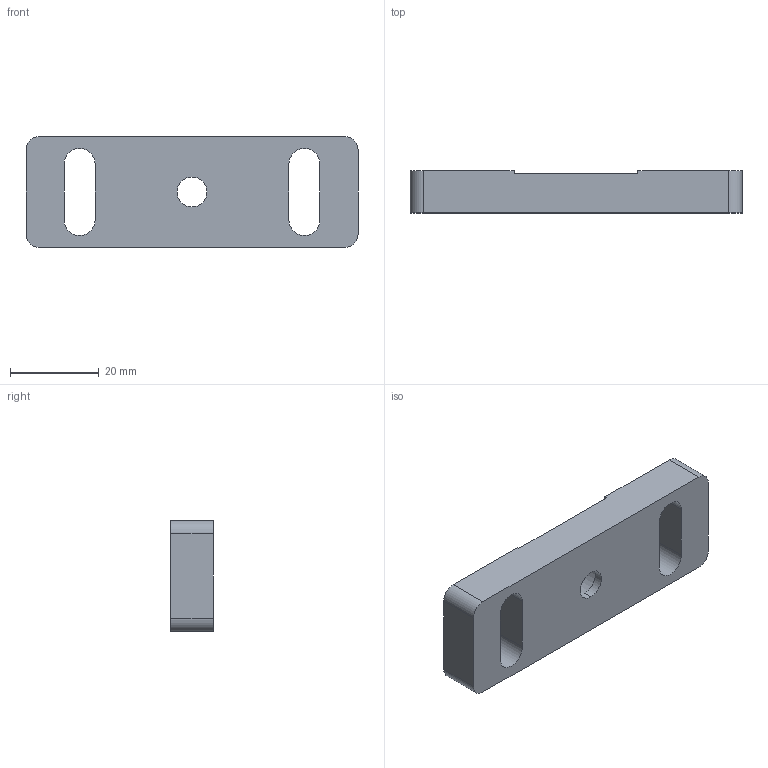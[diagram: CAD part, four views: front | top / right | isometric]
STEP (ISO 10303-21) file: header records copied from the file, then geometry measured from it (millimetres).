
FILE_DESCRIPTION (( 'STEP AP203' ), '1' );
FILE_NAME ('02SDB-4.STEP', '2016-02-26T08:53:37', ( '' ), ( '' ), 'SwSTEP 2.0', 'SolidWorks 2016', '' );
FILE_SCHEMA (( 'CONFIG_CONTROL_DESIGN' ));
Length unit declared in the file: millimetre
Products named in the file (1): 02SDB-4
Bounding box: 75 x 9.5 x 25 mm (x, y, z)
Volume: 14168.9 mm3; surface area: 6197.4 mm2
Topology: 1 solids, 1 shells, 29 faces, 78 edges, 52 vertices
Faces by surface type: plane 15, cylinder 14
Entity records: 1009 total; most frequent: DIRECTION 166, CARTESIAN_POINT 160, ORIENTED_EDGE 156, EDGE_CURVE 78, AXIS2_PLACEMENT_3D 58, VERTEX_POINT 52, VECTOR 50, LINE 50
